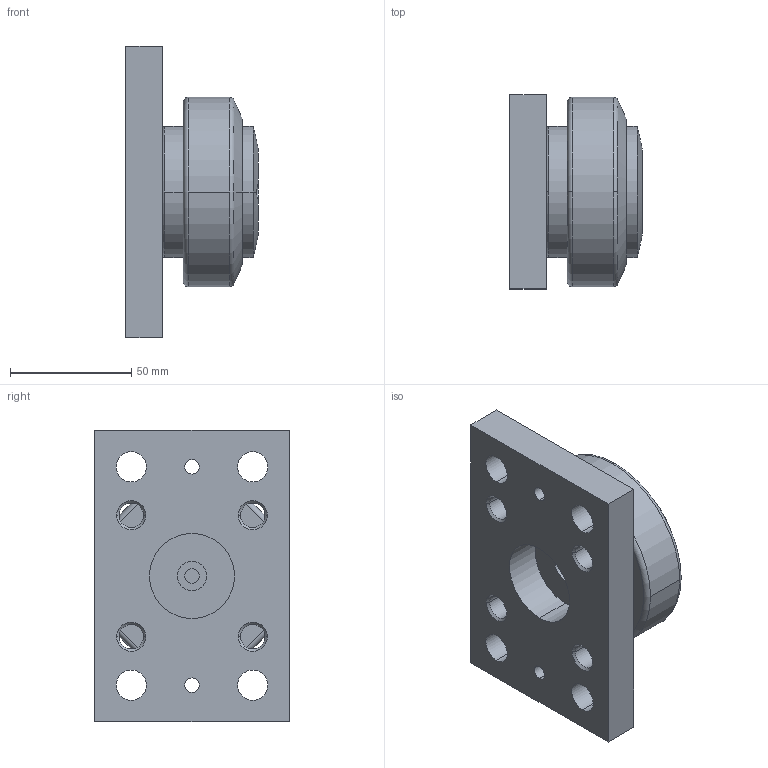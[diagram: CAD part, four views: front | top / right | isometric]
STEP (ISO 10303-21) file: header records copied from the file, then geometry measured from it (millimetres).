
FILE_DESCRIPTION(('STEP AP214'),'1');
FILE_NAME('4_074_inox___ap_1-inox_200_013_020.stp','2021-05-27T03:01:04',('TraceParts'),('TraceParts S.A.'),'Spatial InterOp 3D',' ',' ');
FILE_SCHEMA(('AUTOMOTIVE_DESIGN { 1 0 10303 214 1 1 1 1 }'));
Length unit declared in the file: millimetre
Products named in the file (1): 4_074_inox___ap_1-inox_200_013_020_1
Bounding box: 54.5 x 80 x 120 mm (x, y, z)
Volume: 261025.8 mm3; surface area: 45056.9 mm2
Topology: 2 solids, 2 shells, 102 faces, 254 edges, 164 vertices
Faces by surface type: cylinder 40, plane 30, cone 22, torus 10
Entity records: 3397 total; most frequent: CARTESIAN_POINT 786, DIRECTION 590, ORIENTED_EDGE 508, EDGE_CURVE 254, AXIS2_PLACEMENT_3D 240, VERTEX_POINT 164, CIRCLE 136, EDGE_LOOP 132
